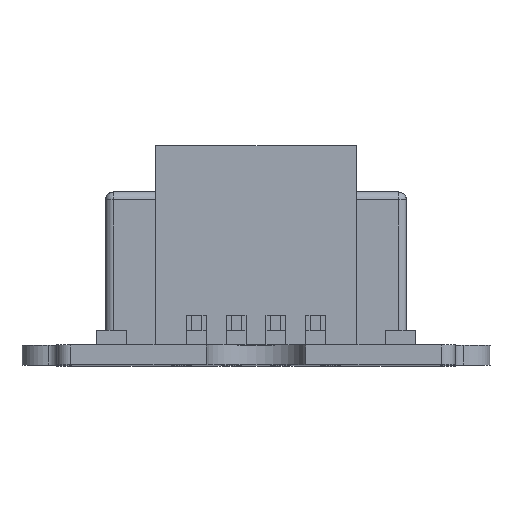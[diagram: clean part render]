
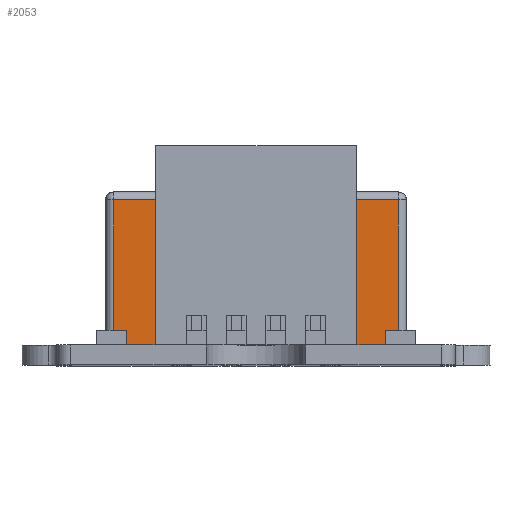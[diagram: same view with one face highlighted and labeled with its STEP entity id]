
A CAD part, top view. The second image highlights one B-rep face of the part: STEP entity #2053.
In plain terms, the highlighted planar face has unit normal (0, 0, 1).
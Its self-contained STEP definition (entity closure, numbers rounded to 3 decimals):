
#767 = FACE_OUTER_BOUND ( 'NONE', #15947, .T. ) ;
#882 = EDGE_CURVE ( 'NONE', #8316, #8372, #10043, .T. ) ;
#1055 = DIRECTION ( 'NONE',  ( 1., 0., 0. ) ) ;
#2053 = ADVANCED_FACE ( 'NONE', ( #767 ), #7706, .F. ) ;
#2146 = DIRECTION ( 'NONE',  ( 0., -1., 0. ) ) ;
#2228 = LINE ( 'NONE', #7612, #16250 ) ;
#3098 = AXIS2_PLACEMENT_3D ( 'NONE', #8764, #5698, #14926 ) ;
#3327 = ORIENTED_EDGE ( 'NONE', *, *, #14013, .T. ) ;
#3887 = EDGE_CURVE ( 'NONE', #5373, #8316, #2228, .T. ) ;
#5373 = VERTEX_POINT ( 'NONE', #16487 ) ;
#5494 = ORIENTED_EDGE ( 'NONE', *, *, #8640, .T. ) ;
#5698 = DIRECTION ( 'NONE',  ( 0., 0., -1. ) ) ;
#6195 = CARTESIAN_POINT ( 'NONE',  ( -7.15, 2.6, -5. ) ) ;
#7612 = CARTESIAN_POINT ( 'NONE',  ( 0., 1., -5. ) ) ;
#7706 = PLANE ( 'NONE',  #3098 ) ;
#7994 = ORIENTED_EDGE ( 'NONE', *, *, #882, .T. ) ;
#8193 = CARTESIAN_POINT ( 'NONE',  ( -7.15, 8.3, -5. ) ) ;
#8316 = VERTEX_POINT ( 'NONE', #13648 ) ;
#8372 = VERTEX_POINT ( 'NONE', #16247 ) ;
#8640 = EDGE_CURVE ( 'NONE', #12388, #5373, #10873, .T. ) ;
#8764 = CARTESIAN_POINT ( 'NONE',  ( 0., 2.6, -5. ) ) ;
#8953 = CARTESIAN_POINT ( 'NONE',  ( -7.55, 8.3, -5. ) ) ;
#10043 = LINE ( 'NONE', #15752, #14867 ) ;
#10873 = LINE ( 'NONE', #6195, #12345 ) ;
#11455 = LINE ( 'NONE', #8953, #11675 ) ;
#11539 = DIRECTION ( 'NONE',  ( -1., 0., 0. ) ) ;
#11675 = VECTOR ( 'NONE', #11539, 1000. ) ;
#11857 = DIRECTION ( 'NONE',  ( 0., 1., 0. ) ) ;
#12345 = VECTOR ( 'NONE', #2146, 1000. ) ;
#12388 = VERTEX_POINT ( 'NONE', #8193 ) ;
#13648 = CARTESIAN_POINT ( 'NONE',  ( 7.15, 1., -5. ) ) ;
#14013 = EDGE_CURVE ( 'NONE', #8372, #12388, #11455, .T. ) ;
#14867 = VECTOR ( 'NONE', #11857, 1000. ) ;
#14926 = DIRECTION ( 'NONE',  ( -1., 0., 0. ) ) ;
#15752 = CARTESIAN_POINT ( 'NONE',  ( 7.15, 8.7, -5. ) ) ;
#15947 = EDGE_LOOP ( 'NONE', ( #17201, #7994, #3327, #5494 ) ) ;
#16247 = CARTESIAN_POINT ( 'NONE',  ( 7.15, 8.3, -5. ) ) ;
#16250 = VECTOR ( 'NONE', #1055, 1000. ) ;
#16487 = CARTESIAN_POINT ( 'NONE',  ( -7.15, 1., -5. ) ) ;
#17201 = ORIENTED_EDGE ( 'NONE', *, *, #3887, .T. ) ;
